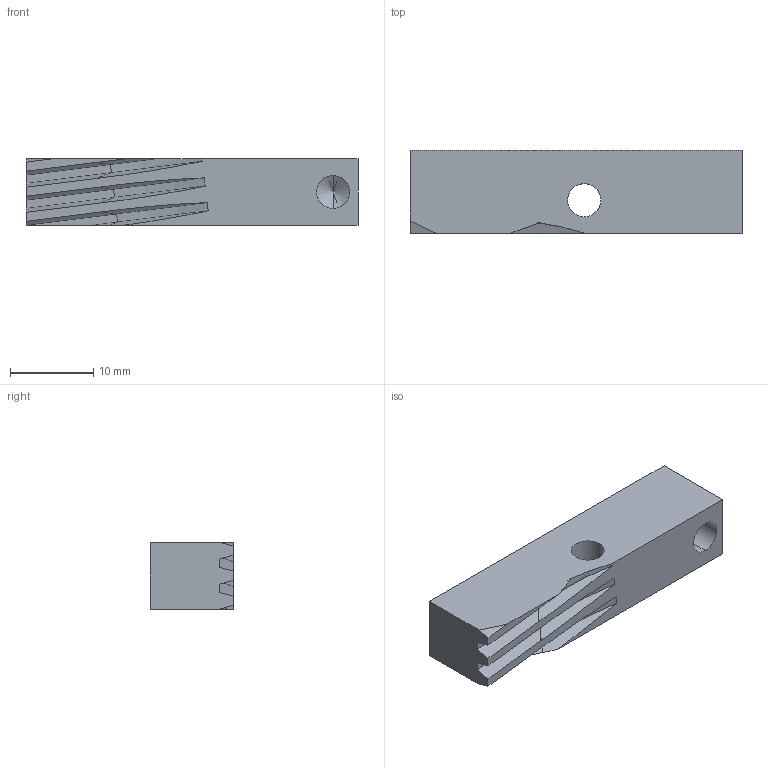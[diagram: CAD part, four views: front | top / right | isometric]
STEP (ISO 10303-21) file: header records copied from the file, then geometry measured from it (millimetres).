
FILE_DESCRIPTION (( 'STEP AP214' ), '1' );
FILE_NAME ('522302.STEP', '2023-06-16T12:14:11', ( '' ), ( '' ), 'SwSTEP 2.0', 'SolidWorks 2016', '' );
FILE_SCHEMA (( 'AUTOMOTIVE_DESIGN' ));
Length unit declared in the file: millimetre
Products named in the file (1): 522302
Bounding box: 40 x 10 x 8 mm (x, y, z)
Volume: 2936.2 mm3; surface area: 1811 mm2
Topology: 1 solids, 1 shells, 38 faces, 93 edges, 56 vertices
Faces by surface type: plane 23, cone 8, cylinder 7
Entity records: 1135 total; most frequent: CARTESIAN_POINT 239, ORIENTED_EDGE 182, DIRECTION 168, EDGE_CURVE 91, VECTOR 62, LINE 62, VERTEX_POINT 56, AXIS2_PLACEMENT_3D 53
